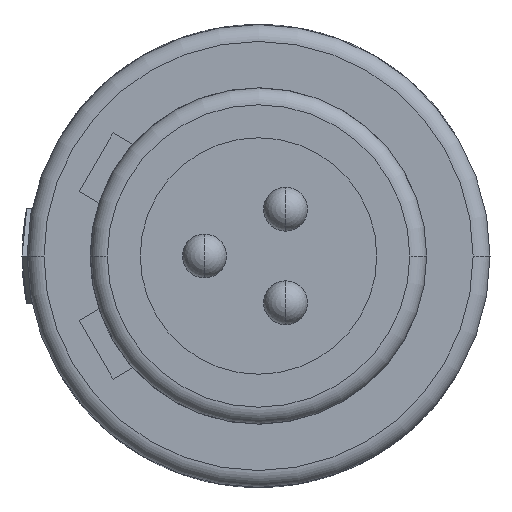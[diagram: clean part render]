
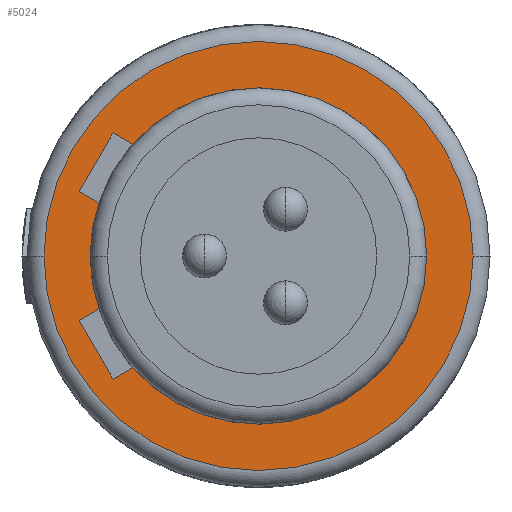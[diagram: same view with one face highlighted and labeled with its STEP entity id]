
A CAD part, left-side view. The second image highlights one B-rep face of the part: STEP entity #5024.
In plain terms, the highlighted planar face has unit normal (-1, 0, 0).
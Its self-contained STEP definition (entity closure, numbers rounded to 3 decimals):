
#1695=CARTESIAN_POINT('',(-6.7,0.,0.));
#1696=DIRECTION('',(-1.,0.,0.));
#1697=DIRECTION('',(0.,-1.,0.));
#1698=AXIS2_PLACEMENT_3D('',#1695,#1696,#1697);
#1700=CARTESIAN_POINT('',(-6.7,0.,0.));
#1701=DIRECTION('',(-1.,0.,0.));
#1702=DIRECTION('',(0.,1.,0.));
#1703=AXIS2_PLACEMENT_3D('',#1700,#1701,#1702);
#1705=DIRECTION('',(0.,0.866,-0.5));
#1706=VECTOR('',#1705,0.677);
#1707=CARTESIAN_POINT('',(-6.7,3.721,-3.303));
#1708=LINE('',#1707,#1706);
#1709=DIRECTION('',(0.,0.866,0.5));
#1710=VECTOR('',#1709,0.677);
#1711=CARTESIAN_POINT('',(-6.7,3.721,3.303));
#1712=LINE('',#1711,#1710);
#1713=DIRECTION('',(0.,-0.5,0.866));
#1714=VECTOR('',#1713,2.);
#1715=CARTESIAN_POINT('',(-6.7,5.306,1.909));
#1716=LINE('',#1715,#1714);
#1717=DIRECTION('',(0.,0.866,0.5));
#1718=VECTOR('',#1717,0.677);
#1719=CARTESIAN_POINT('',(-6.7,4.721,1.571));
#1720=LINE('',#1719,#1718);
#1721=DIRECTION('',(0.,0.866,-0.5));
#1722=VECTOR('',#1721,0.677);
#1723=CARTESIAN_POINT('',(-6.7,4.721,-1.571));
#1724=LINE('',#1723,#1722);
#1725=DIRECTION('',(0.,0.5,0.866));
#1726=VECTOR('',#1725,2.);
#1727=CARTESIAN_POINT('',(-6.7,4.306,-3.641));
#1728=LINE('',#1727,#1726);
#1763=CARTESIAN_POINT('',(-6.7,0.,0.));
#1764=DIRECTION('',(-1.,0.,0.));
#1765=DIRECTION('',(0.,1.,0.));
#1766=AXIS2_PLACEMENT_3D('',#1763,#1764,#1765);
#1781=CARTESIAN_POINT('',(-6.7,0.,0.));
#1782=DIRECTION('',(-1.,0.,0.));
#1783=DIRECTION('',(0.,0.748,-0.664));
#1784=AXIS2_PLACEMENT_3D('',#1781,#1782,#1783);
#1794=CARTESIAN_POINT('',(-6.7,0.,0.));
#1795=DIRECTION('',(1.,0.,0.));
#1796=DIRECTION('',(0.,0.748,0.664));
#1797=AXIS2_PLACEMENT_3D('',#1794,#1795,#1796);
#1804=CARTESIAN_POINT('',(-6.7,0.,0.));
#1805=DIRECTION('',(1.,0.,0.));
#1806=DIRECTION('',(0.,1.,0.));
#1807=AXIS2_PLACEMENT_3D('',#1804,#1805,#1806);
#2448=CARTESIAN_POINT('',(-6.7,-6.35,0.));
#2449=CARTESIAN_POINT('',(-6.7,6.35,0.));
#2450=VERTEX_POINT('',#2448);
#2451=VERTEX_POINT('',#2449);
#2464=CARTESIAN_POINT('',(-6.7,4.975,0.));
#2465=VERTEX_POINT('',#2464);
#2466=CARTESIAN_POINT('',(-6.7,-4.975,0.));
#2467=VERTEX_POINT('',#2466);
#2778=CARTESIAN_POINT('',(-6.7,4.306,3.641));
#2779=VERTEX_POINT('',#2778);
#2782=CARTESIAN_POINT('',(-6.7,5.306,1.909));
#2783=VERTEX_POINT('',#2782);
#2790=CARTESIAN_POINT('',(-6.7,4.306,-3.641));
#2791=VERTEX_POINT('',#2790);
#2794=CARTESIAN_POINT('',(-6.7,5.306,-1.909));
#2795=VERTEX_POINT('',#2794);
#2798=CARTESIAN_POINT('',(-6.7,4.721,1.571));
#2799=VERTEX_POINT('',#2798);
#2800=CARTESIAN_POINT('',(-6.7,3.721,3.303));
#2801=VERTEX_POINT('',#2800);
#2802=CARTESIAN_POINT('',(-6.7,3.721,-3.303));
#2803=VERTEX_POINT('',#2802);
#2804=CARTESIAN_POINT('',(-6.7,4.721,-1.571));
#2805=VERTEX_POINT('',#2804);
#4992=CARTESIAN_POINT('',(-6.7,0.,0.));
#4993=DIRECTION('',(1.,0.,0.));
#4994=DIRECTION('',(0.,-1.,0.));
#4995=AXIS2_PLACEMENT_3D('',#4992,#4993,#4994);
#4996=PLANE('',#4995);
#4998=ORIENTED_EDGE('',*,*,#4997,.F.);
#4999=ORIENTED_EDGE('',*,*,#4975,.F.);
#5000=EDGE_LOOP('',(#4998,#4999));
#5001=FACE_OUTER_BOUND('',#5000,.F.);
#5003=ORIENTED_EDGE('',*,*,#5002,.F.);
#5005=ORIENTED_EDGE('',*,*,#5004,.T.);
#5007=ORIENTED_EDGE('',*,*,#5006,.F.);
#5009=ORIENTED_EDGE('',*,*,#5008,.T.);
#5011=ORIENTED_EDGE('',*,*,#5010,.F.);
#5013=ORIENTED_EDGE('',*,*,#5012,.F.);
#5015=ORIENTED_EDGE('',*,*,#5014,.F.);
#5017=ORIENTED_EDGE('',*,*,#5016,.T.);
#5019=ORIENTED_EDGE('',*,*,#5018,.T.);
#5021=ORIENTED_EDGE('',*,*,#5020,.F.);
#5022=EDGE_LOOP('',(#5003,#5005,#5007,#5009,#5011,#5013,#5015,#5017,#5019,
#5021));
#5023=FACE_BOUND('',#5022,.F.);
#1699=CIRCLE('',#1698,6.35);
#1704=CIRCLE('',#1703,6.35);
#1767=CIRCLE('',#1766,4.975);
#1785=CIRCLE('',#1784,4.975);
#1798=CIRCLE('',#1797,4.975);
#1808=CIRCLE('',#1807,4.975);
#4975=EDGE_CURVE('',#2451,#2450,#1704,.T.);
#4997=EDGE_CURVE('',#2450,#2451,#1699,.T.);
#5002=EDGE_CURVE('',#2803,#2791,#1708,.T.);
#5004=EDGE_CURVE('',#2803,#2467,#1785,.T.);
#5006=EDGE_CURVE('',#2801,#2467,#1798,.T.);
#5008=EDGE_CURVE('',#2801,#2779,#1712,.T.);
#5010=EDGE_CURVE('',#2783,#2779,#1716,.T.);
#5012=EDGE_CURVE('',#2799,#2783,#1720,.T.);
#5014=EDGE_CURVE('',#2465,#2799,#1808,.T.);
#5016=EDGE_CURVE('',#2465,#2805,#1767,.T.);
#5018=EDGE_CURVE('',#2805,#2795,#1724,.T.);
#5020=EDGE_CURVE('',#2791,#2795,#1728,.T.);
#5024=ADVANCED_FACE('',(#5001,#5023),#4996,.F.);
